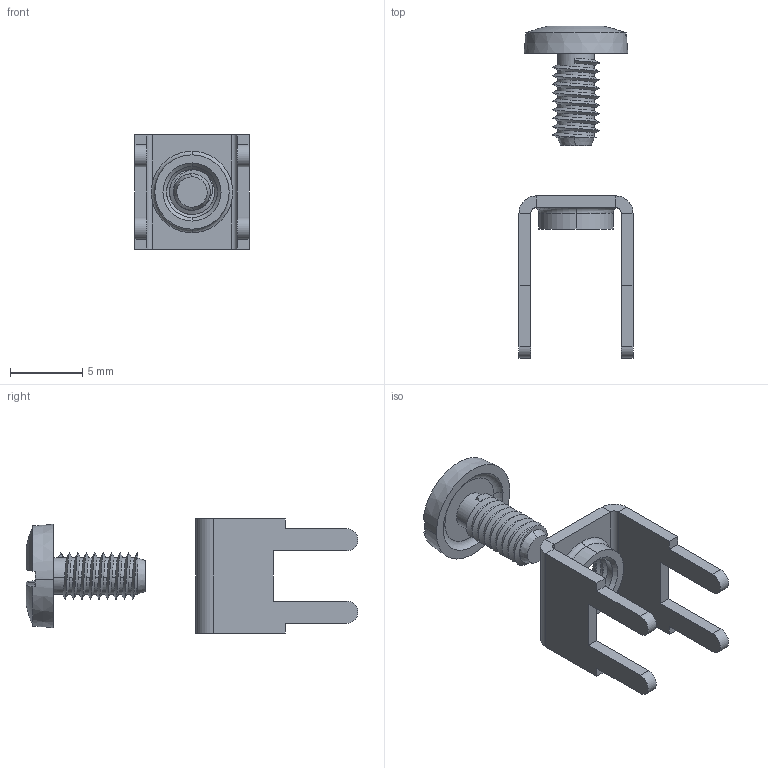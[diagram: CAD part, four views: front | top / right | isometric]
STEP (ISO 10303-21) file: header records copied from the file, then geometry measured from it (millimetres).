
FILE_DESCRIPTION (( 'STEP AP214' ), '1' );
FILE_NAME ('8191-5.STEP', '2013-04-30T18:03:52', ( 'Richard Maletta' ), ( '' ), 'SwSTEP 2.0', 'SolidWorks 2009', '' );
FILE_SCHEMA (( 'AUTOMOTIVE_DESIGN' ));
Length unit declared in the file: millimetre
Products named in the file (1): 8191-5
Bounding box: 7.87 x 22.9 x 7.87 mm (x, y, z)
Volume: 226.5 mm3; surface area: 650.8 mm2
Topology: 2 solids, 2 shells, 119 faces, 313 edges, 200 vertices
Faces by surface type: plane 59, cylinder 36, cone 14, torus 6, bspline 4
Entity records: 6041 total; most frequent: CARTESIAN_POINT 1925, ORIENTED_EDGE 622, DIRECTION 531, EDGE_CURVE 311, VERTEX_POINT 200, AXIS2_PLACEMENT_3D 185, LINE 161, VECTOR 161
